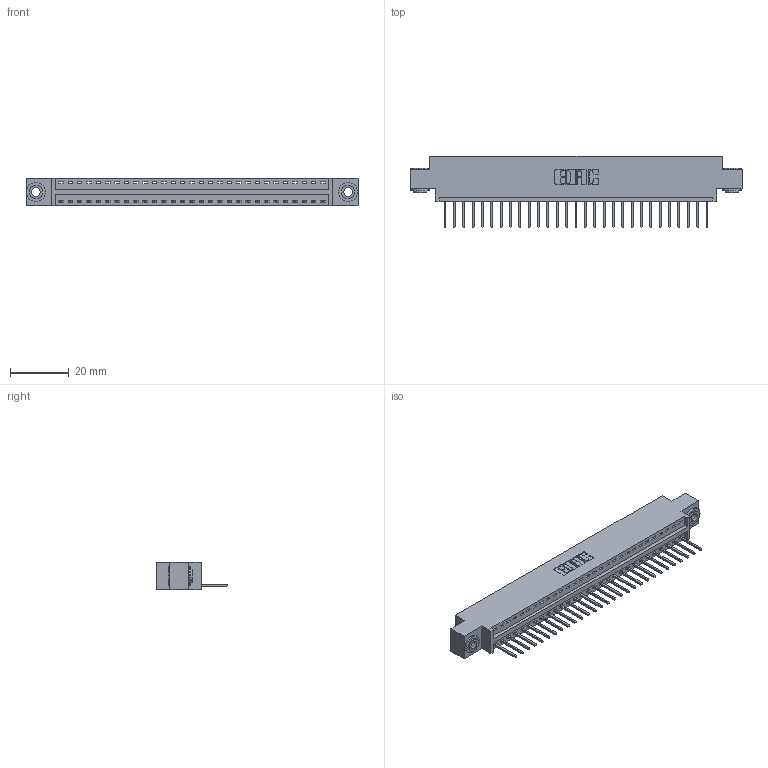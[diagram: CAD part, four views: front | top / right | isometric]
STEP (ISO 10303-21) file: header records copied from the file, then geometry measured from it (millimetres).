
FILE_DESCRIPTION (( 'STEP AP203' ), '1' );
FILE_NAME ('346-029-526-603.STEP', '2022-05-06T14:34:18', ( '' ), ( '' ), 'SwSTEP 2.0', 'SolidWorks 2020', '' );
FILE_SCHEMA (( 'CONFIG_CONTROL_DESIGN' ));
Length unit declared in the file: inch
Products named in the file (4): 345-250-002_345-250-002-102; 346-029-526-603; 346 Part_0.170 Offset - 0.156 Dia-TH; 345-292-001_345-293-126
Assembly tree (32 placements, depth 2):
  346-029-526-603
    346 Part_0.170 Offset - 0.156 Dia-TH
    345-292-001_345-293-126  x29
    345-250-002_345-250-002-102  x2
Bounding box: 112.65 x 24.13 x 9.4 mm (x, y, z)
Volume: 10517 mm3; surface area: 13388.2 mm2
Topology: 32 solids, 32 shells, 1860 faces, 5557 edges, 3662 vertices
Faces by surface type: plane 1264, cylinder 588, cone 8
Entity records: 20964 total; most frequent: CARTESIAN_POINT 3580, ORIENTED_EDGE 3534, DIRECTION 3203, EDGE_CURVE 1767, LINE 1495, VECTOR 1495, VERTEX_POINT 1174, AXIS2_PLACEMENT_3D 854
